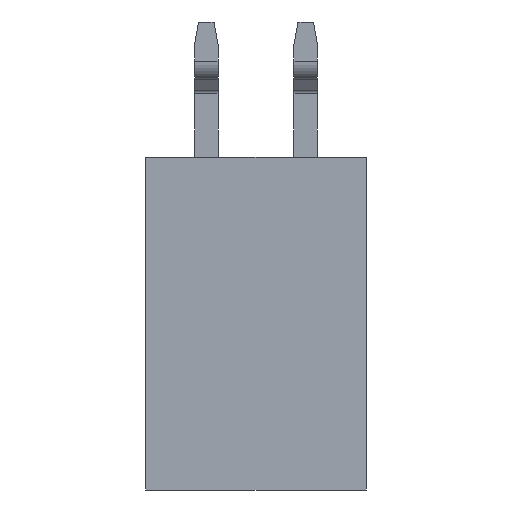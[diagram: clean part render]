
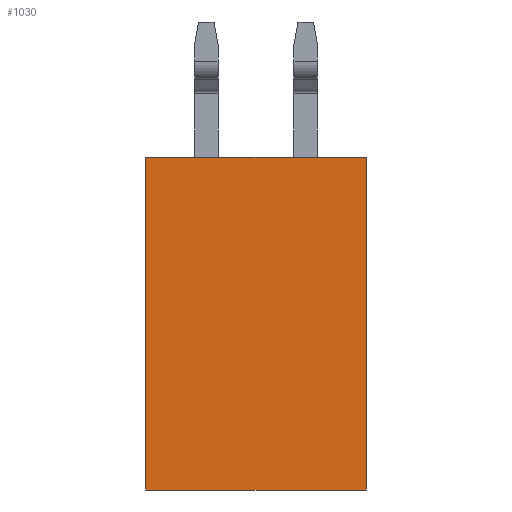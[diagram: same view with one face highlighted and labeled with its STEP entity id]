
A CAD part, front view. The second image highlights one B-rep face of the part: STEP entity #1030.
In plain terms, the highlighted planar face has unit normal (0, -1, 0).
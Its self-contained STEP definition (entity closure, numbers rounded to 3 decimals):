
#64 = AXIS2_PLACEMENT_3D ( 'NONE', #562, #95, #812 ) ;
#83 = VECTOR ( 'NONE', #285, 1000. ) ;
#95 = DIRECTION ( 'NONE',  ( 0., 1., 0. ) ) ;
#106 = ORIENTED_EDGE ( 'NONE', *, *, #1196, .F. ) ;
#230 = DIRECTION ( 'NONE',  ( -1., 0., 0. ) ) ;
#241 = ORIENTED_EDGE ( 'NONE', *, *, #253, .F. ) ;
#247 = EDGE_CURVE ( 'NONE', #779, #1034, #749, .T. ) ;
#253 = EDGE_CURVE ( 'NONE', #841, #779, #555, .T. ) ;
#266 = PLANE ( 'NONE',  #64 ) ;
#279 = DIRECTION ( 'NONE',  ( 1., 0., 0. ) ) ;
#285 = DIRECTION ( 'NONE',  ( 0., 0., 1. ) ) ;
#333 = VECTOR ( 'NONE', #653, 1000. ) ;
#345 = EDGE_CURVE ( 'NONE', #563, #841, #466, .T. ) ;
#411 = CARTESIAN_POINT ( 'NONE',  ( -2.815, 0., -6.225 ) ) ;
#466 = LINE ( 'NONE', #565, #83 ) ;
#467 = VECTOR ( 'NONE', #279, 1000. ) ;
#555 = LINE ( 'NONE', #929, #467 ) ;
#562 = CARTESIAN_POINT ( 'NONE',  ( 0., 0., 0. ) ) ;
#563 = VERTEX_POINT ( 'NONE', #411 ) ;
#565 = CARTESIAN_POINT ( 'NONE',  ( -2.815, 0., -6.225 ) ) ;
#625 = CARTESIAN_POINT ( 'NONE',  ( -2.815, 0., 2.275 ) ) ;
#653 = DIRECTION ( 'NONE',  ( 0., 0., -1. ) ) ;
#749 = LINE ( 'NONE', #1115, #333 ) ;
#779 = VERTEX_POINT ( 'NONE', #1075 ) ;
#801 = LINE ( 'NONE', #1167, #808 ) ;
#808 = VECTOR ( 'NONE', #230, 1000. ) ;
#812 = DIRECTION ( 'NONE',  ( 0., 0., 1. ) ) ;
#831 = ORIENTED_EDGE ( 'NONE', *, *, #247, .F. ) ;
#841 = VERTEX_POINT ( 'NONE', #625 ) ;
#929 = CARTESIAN_POINT ( 'NONE',  ( -2.815, 0., 2.275 ) ) ;
#965 = ORIENTED_EDGE ( 'NONE', *, *, #345, .F. ) ;
#1030 = ADVANCED_FACE ( 'NONE', ( #1113 ), #266, .F. ) ;
#1033 = CARTESIAN_POINT ( 'NONE',  ( 2.815, 0., -6.225 ) ) ;
#1034 = VERTEX_POINT ( 'NONE', #1033 ) ;
#1075 = CARTESIAN_POINT ( 'NONE',  ( 2.815, 0., 2.275 ) ) ;
#1113 = FACE_OUTER_BOUND ( 'NONE', #1137, .T. ) ;
#1115 = CARTESIAN_POINT ( 'NONE',  ( 2.815, 0., 2.275 ) ) ;
#1137 = EDGE_LOOP ( 'NONE', ( #831, #241, #965, #106 ) ) ;
#1167 = CARTESIAN_POINT ( 'NONE',  ( 2.815, 0., -6.225 ) ) ;
#1196 = EDGE_CURVE ( 'NONE', #1034, #563, #801, .T. ) ;
